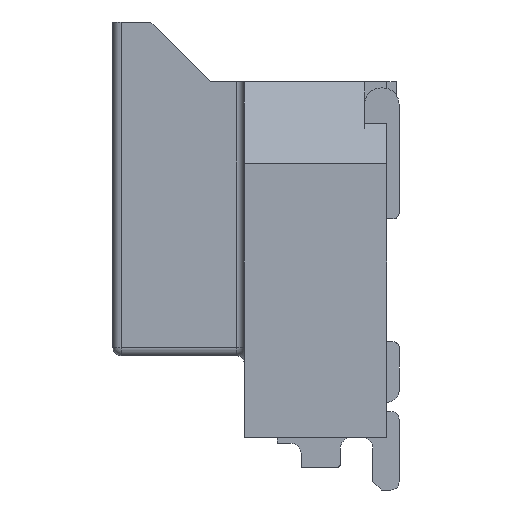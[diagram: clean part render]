
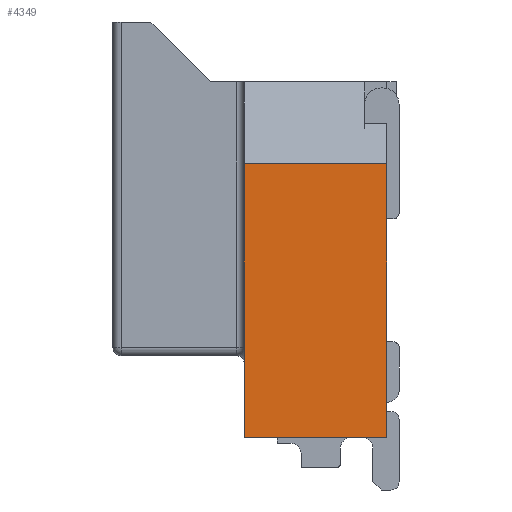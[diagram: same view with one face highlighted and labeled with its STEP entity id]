
A CAD part, left-side view. The second image highlights one B-rep face of the part: STEP entity #4349.
In plain terms, the highlighted planar face has unit normal (-1, 0, 0).
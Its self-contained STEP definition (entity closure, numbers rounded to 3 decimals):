
#508 = ORIENTED_EDGE ( 'NONE', *, *, #1905, .T. ) ;
#770 = LINE ( 'NONE', #3331, #9795 ) ;
#1150 = LINE ( 'NONE', #5203, #8756 ) ;
#1226 = EDGE_LOOP ( 'NONE', ( #10211, #6753, #508, #8067 ) ) ;
#1905 = EDGE_CURVE ( 'NONE', #7835, #6368, #10399, .T. ) ;
#2036 = DIRECTION ( 'NONE',  ( -1., 0., 0. ) ) ;
#2663 = CARTESIAN_POINT ( 'NONE',  ( -9.37, 0.3, -4.435 ) ) ;
#2995 = DIRECTION ( 'NONE',  ( 0., 0., 1. ) ) ;
#3331 = CARTESIAN_POINT ( 'NONE',  ( -9.37, 3.78, 2.255 ) ) ;
#3784 = CARTESIAN_POINT ( 'NONE',  ( -9.37, 0.3, -4.435 ) ) ;
#4240 = CARTESIAN_POINT ( 'NONE',  ( -9.37, 0.3, -4.435 ) ) ;
#4349 = ADVANCED_FACE ( 'NONE', ( #7562 ), #5145, .T. ) ;
#4361 = DIRECTION ( 'NONE',  ( 0., 0., 1. ) ) ;
#4401 = DIRECTION ( 'NONE',  ( 0., 0., 1. ) ) ;
#4602 = VECTOR ( 'NONE', #9070, 1000. ) ;
#4822 = DIRECTION ( 'NONE',  ( 0., -1., 0. ) ) ;
#5077 = AXIS2_PLACEMENT_3D ( 'NONE', #2663, #2036, #4401 ) ;
#5145 = PLANE ( 'NONE',  #5077 ) ;
#5203 = CARTESIAN_POINT ( 'NONE',  ( -9.37, 3.78, -4.435 ) ) ;
#5256 = EDGE_CURVE ( 'NONE', #7752, #6952, #1150, .T. ) ;
#5613 = CARTESIAN_POINT ( 'NONE',  ( -9.37, 3.78, 2.255 ) ) ;
#6146 = VECTOR ( 'NONE', #2995, 1000. ) ;
#6368 = VERTEX_POINT ( 'NONE', #9833 ) ;
#6625 = LINE ( 'NONE', #4240, #4602 ) ;
#6753 = ORIENTED_EDGE ( 'NONE', *, *, #9648, .F. ) ;
#6952 = VERTEX_POINT ( 'NONE', #5613 ) ;
#7416 = CARTESIAN_POINT ( 'NONE',  ( -9.37, 0.3, -4.435 ) ) ;
#7562 = FACE_OUTER_BOUND ( 'NONE', #1226, .T. ) ;
#7752 = VERTEX_POINT ( 'NONE', #8986 ) ;
#7835 = VERTEX_POINT ( 'NONE', #7416 ) ;
#8067 = ORIENTED_EDGE ( 'NONE', *, *, #9930, .F. ) ;
#8756 = VECTOR ( 'NONE', #4361, 1000. ) ;
#8986 = CARTESIAN_POINT ( 'NONE',  ( -9.37, 3.78, -4.435 ) ) ;
#9070 = DIRECTION ( 'NONE',  ( 0., 1., 0. ) ) ;
#9648 = EDGE_CURVE ( 'NONE', #7835, #7752, #6625, .T. ) ;
#9795 = VECTOR ( 'NONE', #4822, 1000. ) ;
#9833 = CARTESIAN_POINT ( 'NONE',  ( -9.37, 0.3, 2.255 ) ) ;
#9930 = EDGE_CURVE ( 'NONE', #6952, #6368, #770, .T. ) ;
#10211 = ORIENTED_EDGE ( 'NONE', *, *, #5256, .F. ) ;
#10399 = LINE ( 'NONE', #3784, #6146 ) ;
